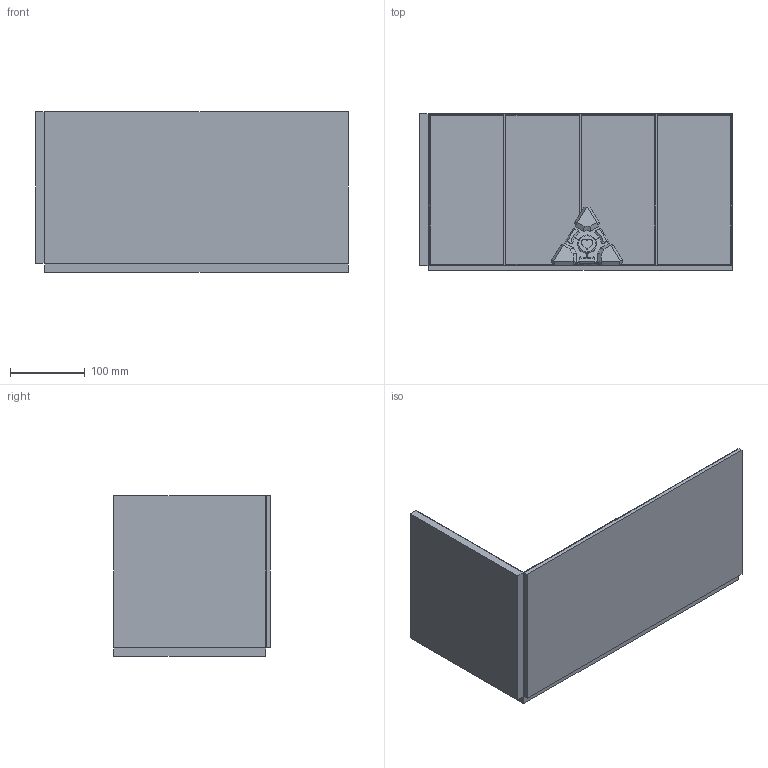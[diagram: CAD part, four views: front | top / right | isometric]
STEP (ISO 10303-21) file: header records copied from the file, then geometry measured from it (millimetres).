
FILE_DESCRIPTION (( 'STEP AP214' ), '1' );
FILE_NAME ('Chamber.STEP', '2013-03-09T04:55:22', ( 'User' ), ( '' ), 'SwSTEP 2.0', 'SolidWorks 2008', '' );
FILE_SCHEMA (( 'AUTOMOTIVE_DESIGN' ));
Length unit declared in the file: millimetre
Products named in the file (5): Tile; Panel_1; Panel_2; Tetrahedron; Chamber
Assembly tree (4 placements, depth 2):
  Chamber
    Tile
    Panel_1
    Tetrahedron
    Panel_2
Bounding box: 418.41 x 209.55 x 215.21 mm (x, y, z)
Volume: 2116313.6 mm3; surface area: 464370.9 mm2
Topology: 4 solids, 4 shells, 606 faces, 1546 edges, 1000 vertices
Faces by surface type: plane 536, cone 28, cylinder 26, torus 8, bspline 8
Entity records: 19352 total; most frequent: CARTESIAN_POINT 3509, ORIENTED_EDGE 3092, DIRECTION 2864, EDGE_CURVE 1546, VECTOR 1310, LINE 1310, VERTEX_POINT 1000, AXIS2_PLACEMENT_3D 777
